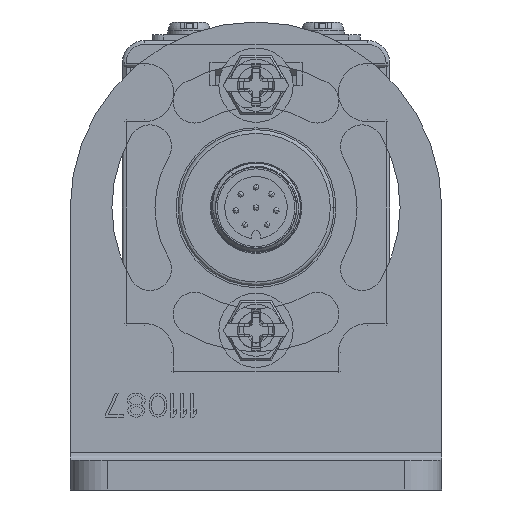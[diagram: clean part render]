
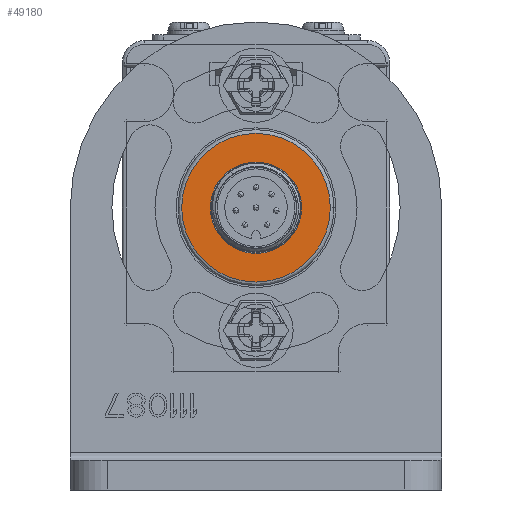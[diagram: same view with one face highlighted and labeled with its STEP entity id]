
A CAD part, front view. The second image highlights one B-rep face of the part: STEP entity #49180.
In plain terms, the highlighted planar face has unit normal (0, -1, 0).
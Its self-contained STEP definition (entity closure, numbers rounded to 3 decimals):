
#3133=CARTESIAN_POINT('',(0.,-963.,22.5));
#3134=DIRECTION('',(0.,-1.,0.));
#3135=DIRECTION('',(1.,0.,0.));
#3136=AXIS2_PLACEMENT_3D('',#3133,#3134,#3135);
#3148=CARTESIAN_POINT('',(0.,-963.,22.5));
#3149=DIRECTION('',(0.,-1.,0.));
#3150=DIRECTION('',(1.,0.,0.));
#3151=AXIS2_PLACEMENT_3D('',#3148,#3149,#3150);
#3153=CARTESIAN_POINT('',(0.,-963.,22.5));
#3154=DIRECTION('',(0.,-1.,0.));
#3155=DIRECTION('',(-1.,0.,0.));
#3156=AXIS2_PLACEMENT_3D('',#3153,#3154,#3155);
#3158=CARTESIAN_POINT('',(0.,-963.,22.5));
#3159=DIRECTION('',(0.,-1.,0.));
#3160=DIRECTION('',(-1.,0.,0.));
#3161=AXIS2_PLACEMENT_3D('',#3158,#3159,#3160);
#43949=CARTESIAN_POINT('',(6.15,-963.,22.5));
#43950=CARTESIAN_POINT('',(-6.15,-963.,22.5));
#43951=VERTEX_POINT('',#43949);
#43952=VERTEX_POINT('',#43950);
#44145=CARTESIAN_POINT('',(10.,-963.,22.5));
#44146=CARTESIAN_POINT('',(-10.,-963.,22.5));
#44147=VERTEX_POINT('',#44145);
#44148=VERTEX_POINT('',#44146);
#49164=CARTESIAN_POINT('',(0.,-963.,0.));
#49165=DIRECTION('',(0.,-1.,0.));
#49166=DIRECTION('',(1.,0.,0.));
#49167=AXIS2_PLACEMENT_3D('',#49164,#49165,#49166);
#49168=PLANE('',#49167);
#49169=ORIENTED_EDGE('',*,*,#49154,.F.);
#49171=ORIENTED_EDGE('',*,*,#49170,.F.);
#49172=EDGE_LOOP('',(#49169,#49171));
#49173=FACE_OUTER_BOUND('',#49172,.F.);
#49175=ORIENTED_EDGE('',*,*,#49174,.T.);
#49177=ORIENTED_EDGE('',*,*,#49176,.T.);
#49178=EDGE_LOOP('',(#49175,#49177));
#49179=FACE_BOUND('',#49178,.F.);
#49180=ADVANCED_FACE('',(#49173,#49179),#49168,.T.);
#3137=CIRCLE('',#3136,10.);
#3152=CIRCLE('',#3151,6.15);
#3157=CIRCLE('',#3156,6.15);
#3162=CIRCLE('',#3161,10.);
#49154=EDGE_CURVE('',#44147,#44148,#3137,.T.);
#49170=EDGE_CURVE('',#44148,#44147,#3162,.T.);
#49174=EDGE_CURVE('',#43951,#43952,#3152,.T.);
#49176=EDGE_CURVE('',#43952,#43951,#3157,.T.);
